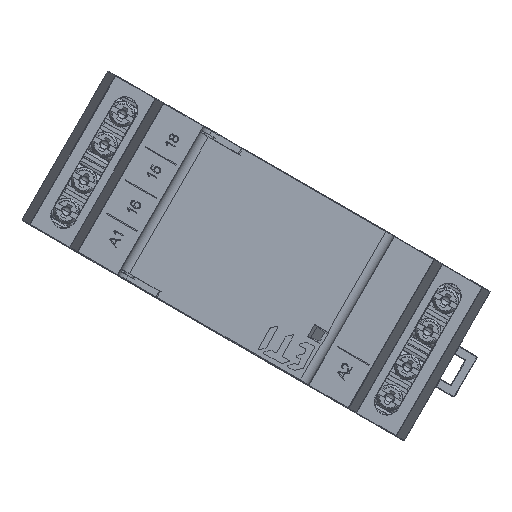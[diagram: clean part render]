
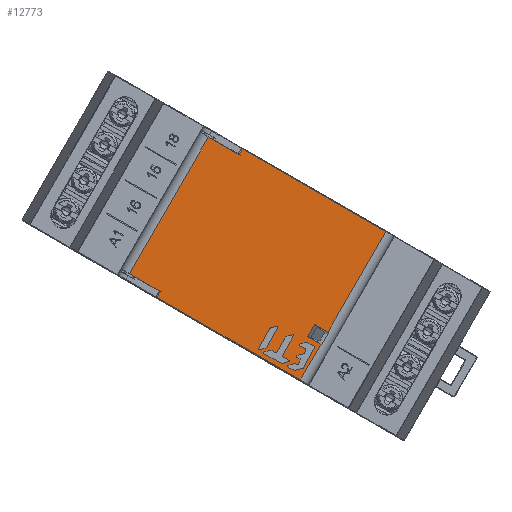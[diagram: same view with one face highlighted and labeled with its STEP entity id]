
A CAD part, top view. The second image highlights one B-rep face of the part: STEP entity #12773.
In plain terms, the highlighted planar face has unit normal (0, 0, -1).
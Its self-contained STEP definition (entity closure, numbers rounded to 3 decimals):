
#10095=DIRECTION('',(0.866,-0.5,0.));
#10096=VECTOR('',#10095,33.668);
#10097=CARTESIAN_POINT('',(-82.888,99.196,
80.016));
#10098=LINE('',#10097,#10096);
#10102=DIRECTION('',(0.866,-0.5,0.));
#10103=VECTOR('',#10102,7.202);
#10104=CARTESIAN_POINT('',(-89.816,101.599,
80.016));
#10105=LINE('',#10104,#10103);
#10109=DIRECTION('',(0.5,0.866,0.));
#10110=VECTOR('',#10109,32.08);
#10111=CARTESIAN_POINT('',(-105.847,73.812,
80.016));
#10112=LINE('',#10111,#10110);
#10116=DIRECTION('',(-0.866,0.5,0.));
#10117=VECTOR('',#10116,7.202);
#10118=CARTESIAN_POINT('',(-99.608,70.213,
80.016));
#10119=LINE('',#10118,#10117);
#10123=DIRECTION('',(0.5,0.866,0.));
#10124=VECTOR('',#10123,1.38);
#10125=CARTESIAN_POINT('',(-100.298,69.018,
80.016));
#10126=LINE('',#10125,#10124);
#10130=DIRECTION('',(-0.866,0.5,0.));
#10131=VECTOR('',#10130,33.668);
#10132=CARTESIAN_POINT('',(-71.135,52.193,
80.016));
#10133=LINE('',#10132,#10131);
#10137=DIRECTION('',(-0.5,-0.866,0.));
#10138=VECTOR('',#10137,8.436);
#10139=CARTESIAN_POINT('',(-66.919,59.501,
80.016));
#10140=LINE('',#10139,#10138);
#10144=DIRECTION('',(-0.5,-0.866,0.));
#10145=VECTOR('',#10144,2.827);
#10146=CARTESIAN_POINT('',(-68.195,63.501,
80.016));
#10147=LINE('',#10146,#10145);
#10151=DIRECTION('',(-0.866,0.5,0.));
#10152=VECTOR('',#10151,3.104);
#10153=CARTESIAN_POINT('',(-65.506,61.95,
80.016));
#10154=LINE('',#10153,#10152);
#10158=DIRECTION('',(-0.5,-0.866,0.));
#10159=VECTOR('',#10158,23.576);
#10160=CARTESIAN_POINT('',(-53.725,82.371,
80.016));
#10161=LINE('',#10160,#10159);
#10224=DIRECTION('',(-0.5,-0.866,
0.));
#10225=VECTOR('',#10224,1.38);
#10226=CARTESIAN_POINT('',(-82.888,99.196,
80.016));
#10227=LINE('',#10226,#10225);
#11161=DIRECTION('',(-0.866,0.5,0.));
#11162=VECTOR('',#11161,3.104);
#11163=CARTESIAN_POINT('',(-66.919,59.501,
80.016));
#11164=LINE('',#11163,#11162);
#11984=CARTESIAN_POINT('',(-83.578,98.,
80.016));
#11985=VERTEX_POINT('',#11984);
#11986=CARTESIAN_POINT('',(-89.816,101.599,
80.016));
#11987=VERTEX_POINT('',#11986);
#11994=CARTESIAN_POINT('',(-99.608,70.213,
80.016));
#11995=VERTEX_POINT('',#11994);
#11996=CARTESIAN_POINT('',(-105.847,73.812,
80.016));
#11997=VERTEX_POINT('',#11996);
#12050=CARTESIAN_POINT('',(-82.888,99.196,
80.016));
#12051=VERTEX_POINT('',#12050);
#12052=CARTESIAN_POINT('',(-100.298,69.018,
80.016));
#12053=VERTEX_POINT('',#12052);
#12082=CARTESIAN_POINT('',(-68.195,63.501,
80.016));
#12083=CARTESIAN_POINT('',(-69.608,61.052,
80.016));
#12084=VERTEX_POINT('',#12082);
#12085=VERTEX_POINT('',#12083);
#12086=CARTESIAN_POINT('',(-65.506,61.95,
80.016));
#12087=VERTEX_POINT('',#12086);
#12088=CARTESIAN_POINT('',(-66.919,59.501,
80.016));
#12089=VERTEX_POINT('',#12088);
#12090=CARTESIAN_POINT('',(-53.725,82.371,
80.016));
#12091=VERTEX_POINT('',#12090);
#12255=CARTESIAN_POINT('',(-71.135,52.193,
80.016));
#12256=VERTEX_POINT('',#12255);
#12744=CARTESIAN_POINT('',(-52.029,81.508,
80.016));
#12745=DIRECTION('',(0.,0.,-1.));
#12746=DIRECTION('',(1.,0.,0.));
#12747=AXIS2_PLACEMENT_3D('',#12744,#12745,#12746);
#12748=PLANE('',#12747);
#12750=ORIENTED_EDGE('',*,*,#12749,.F.);
#12752=ORIENTED_EDGE('',*,*,#12751,.T.);
#12754=ORIENTED_EDGE('',*,*,#12753,.F.);
#12755=ORIENTED_EDGE('',*,*,#12728,.F.);
#12756=ORIENTED_EDGE('',*,*,#12466,.F.);
#12758=ORIENTED_EDGE('',*,*,#12757,.F.);
#12760=ORIENTED_EDGE('',*,*,#12759,.F.);
#12762=ORIENTED_EDGE('',*,*,#12761,.F.);
#12764=ORIENTED_EDGE('',*,*,#12763,.T.);
#12766=ORIENTED_EDGE('',*,*,#12765,.F.);
#12768=ORIENTED_EDGE('',*,*,#12767,.F.);
#12770=ORIENTED_EDGE('',*,*,#12769,.F.);
#12771=EDGE_LOOP('',(#12750,#12752,#12754,#12755,#12756,#12758,#12760,#12762,
#12764,#12766,#12768,#12770));
#12772=FACE_OUTER_BOUND('',#12771,.F.);
#12466=EDGE_CURVE('',#11995,#11997,#10119,.T.);
#12728=EDGE_CURVE('',#11997,#11987,#10112,.T.);
#12749=EDGE_CURVE('',#12051,#12091,#10098,.T.);
#12751=EDGE_CURVE('',#12051,#11985,#10227,.T.);
#12753=EDGE_CURVE('',#11987,#11985,#10105,.T.);
#12757=EDGE_CURVE('',#12053,#11995,#10126,.T.);
#12759=EDGE_CURVE('',#12256,#12053,#10133,.T.);
#12761=EDGE_CURVE('',#12089,#12256,#10140,.T.);
#12763=EDGE_CURVE('',#12089,#12085,#11164,.T.);
#12765=EDGE_CURVE('',#12084,#12085,#10147,.T.);
#12767=EDGE_CURVE('',#12087,#12084,#10154,.T.);
#12769=EDGE_CURVE('',#12091,#12087,#10161,.T.);
#12773=ADVANCED_FACE('',(#12772),#12748,.T.);
